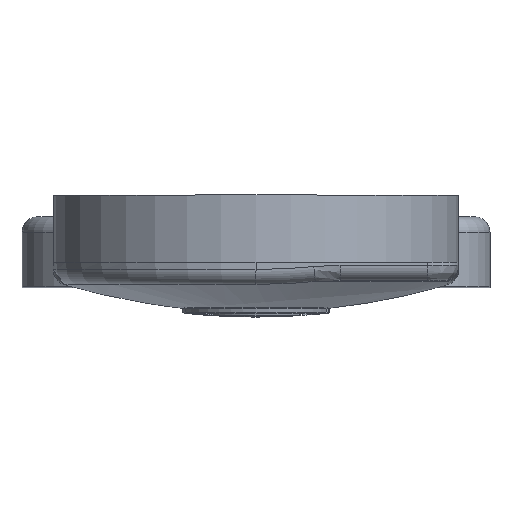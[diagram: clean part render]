
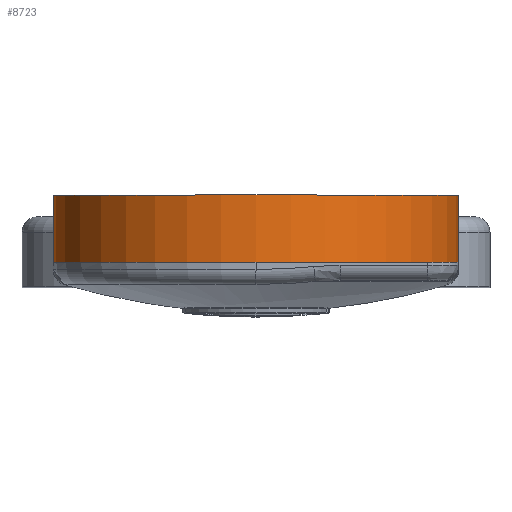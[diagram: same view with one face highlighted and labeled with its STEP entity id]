
A CAD part, top view. The second image highlights one B-rep face of the part: STEP entity #8723.
In plain terms, the highlighted cylindrical face has radius 13 mm (diameter 26 mm), a partial arc.
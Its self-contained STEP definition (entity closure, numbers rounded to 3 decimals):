
#504=DIRECTION('',(0.,1.,0.));
#505=VECTOR('',#504,4.3);
#506=CARTESIAN_POINT('',(13.,1.5,54.));
#507=LINE('',#506,#505);
#508=CARTESIAN_POINT('',(0.,1.5,54.));
#509=DIRECTION('',(0.,1.,0.));
#510=DIRECTION('',(-1.,0.,0.));
#511=AXIS2_PLACEMENT_3D('',#508,#509,#510);
#1012=CARTESIAN_POINT('',(0.,1.5,54.));
#1013=DIRECTION('',(0.,1.,0.));
#1014=DIRECTION('',(0.,0.,1.));
#1015=AXIS2_PLACEMENT_3D('',#1012,#1013,#1014);
#1030=DIRECTION('',(0.,1.,0.));
#1031=VECTOR('',#1030,4.3);
#1032=CARTESIAN_POINT('',(-13.,1.5,54.));
#1033=LINE('',#1032,#1031);
#1034=CARTESIAN_POINT('',(0.,5.8,54.));
#1035=DIRECTION('',(0.,-1.,0.));
#1036=DIRECTION('',(1.,0.,0.));
#1037=AXIS2_PLACEMENT_3D('',#1034,#1035,#1036);
#6190=CARTESIAN_POINT('',(13.,1.5,54.));
#6191=VERTEX_POINT('',#6190);
#6192=CARTESIAN_POINT('',(13.,5.8,54.));
#6193=VERTEX_POINT('',#6192);
#6194=CARTESIAN_POINT('',(-13.,5.8,54.));
#6195=VERTEX_POINT('',#6194);
#6196=CARTESIAN_POINT('',(-13.,1.5,54.));
#6197=VERTEX_POINT('',#6196);
#6198=CARTESIAN_POINT('',(0.,1.5,67.));
#6199=VERTEX_POINT('',#6198);
#8710=CARTESIAN_POINT('',(0.,7.75,54.));
#8711=DIRECTION('',(0.,-1.,0.));
#8712=DIRECTION('',(-1.,0.,0.));
#8713=AXIS2_PLACEMENT_3D('',#8710,#8711,#8712);
#8714=CYLINDRICAL_SURFACE('',#8713,13.);
#8715=ORIENTED_EDGE('',*,*,#8290,.T.);
#8717=ORIENTED_EDGE('',*,*,#8716,.F.);
#8718=ORIENTED_EDGE('',*,*,#8286,.F.);
#8719=ORIENTED_EDGE('',*,*,#8701,.F.);
#8720=ORIENTED_EDGE('',*,*,#8292,.F.);
#8721=EDGE_LOOP('',(#8715,#8717,#8718,#8719,#8720));
#8722=FACE_OUTER_BOUND('',#8721,.F.);
#8723=ADVANCED_FACE('',(#8722),#8714,.T.);
#512=CIRCLE('',#511,13.);
#1016=CIRCLE('',#1015,13.);
#1038=CIRCLE('',#1037,13.);
#8286=EDGE_CURVE('',#6191,#6193,#507,.T.);
#8290=EDGE_CURVE('',#6197,#6195,#1033,.T.);
#8292=EDGE_CURVE('',#6197,#6199,#512,.T.);
#8701=EDGE_CURVE('',#6199,#6191,#1016,.T.);
#8716=EDGE_CURVE('',#6193,#6195,#1038,.T.);
